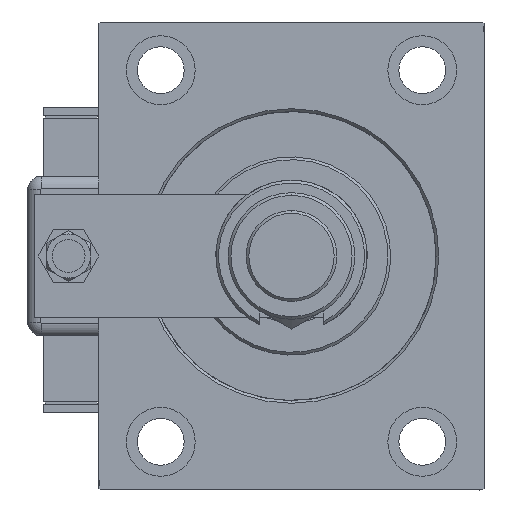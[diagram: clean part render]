
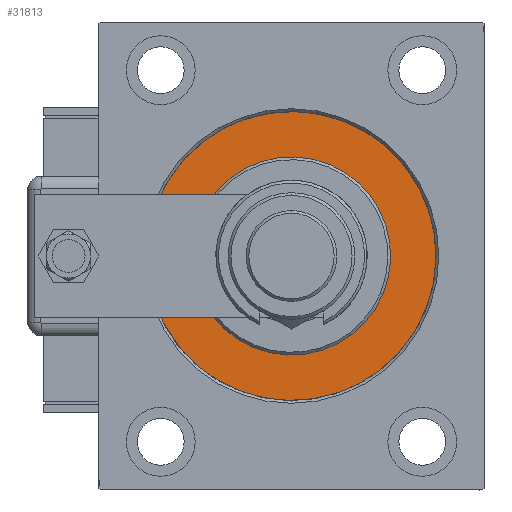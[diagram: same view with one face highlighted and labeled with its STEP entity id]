
A CAD part, left-side view. The second image highlights one B-rep face of the part: STEP entity #31813.
In plain terms, the highlighted face is planar.
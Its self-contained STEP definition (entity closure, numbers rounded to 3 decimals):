
#1284 = DIRECTION ( 'NONE',  ( -1., 0., 0. ) ) ;
#3400 = CARTESIAN_POINT ( 'NONE',  ( 0., 0., 0. ) ) ;
#4690 = DIRECTION ( 'NONE',  ( -1., 0., 0. ) ) ;
#8910 = CIRCLE ( 'NONE', #57545, 52.5 ) ;
#11102 = DIRECTION ( 'NONE',  ( 0., 0., 1. ) ) ;
#14636 = EDGE_LOOP ( 'NONE', ( #52870, #24927 ) ) ;
#15800 = DIRECTION ( 'NONE',  ( 0., 0., -1. ) ) ;
#17250 = CIRCLE ( 'NONE', #29432, 36. ) ;
#19286 = DIRECTION ( 'NONE',  ( 0., 0., 1. ) ) ;
#21185 = DIRECTION ( 'NONE',  ( 1., 0., 0. ) ) ;
#22113 = DIRECTION ( 'NONE',  ( 1., 0., 0. ) ) ;
#24927 = ORIENTED_EDGE ( 'NONE', *, *, #56700, .F. ) ;
#29204 = CIRCLE ( 'NONE', #44427, 52.5 ) ;
#29432 = AXIS2_PLACEMENT_3D ( 'NONE', #3400, #22113, #51308 ) ;
#29517 = FACE_OUTER_BOUND ( 'NONE', #14636, .T. ) ;
#29752 = CARTESIAN_POINT ( 'NONE',  ( 0., 0., 0. ) ) ;
#29821 = PLANE ( 'NONE',  #55553 ) ;
#30847 = CARTESIAN_POINT ( 'NONE',  ( 0., 0., 36. ) ) ;
#31813 = ADVANCED_FACE ( 'NONE', ( #35192, #29517 ), #29821, .F. ) ;
#33090 = VERTEX_POINT ( 'NONE', #61131 ) ;
#35116 = EDGE_CURVE ( 'NONE', #37414, #53287, #29204, .T. ) ;
#35192 = FACE_BOUND ( 'NONE', #56773, .T. ) ;
#37359 = DIRECTION ( 'NONE',  ( 0., 0., 1. ) ) ;
#37414 = VERTEX_POINT ( 'NONE', #37613 ) ;
#37613 = CARTESIAN_POINT ( 'NONE',  ( 0., 0., -52.5 ) ) ;
#39870 = EDGE_CURVE ( 'NONE', #33090, #48506, #17250, .T. ) ;
#40255 = CIRCLE ( 'NONE', #41253, 36. ) ;
#41253 = AXIS2_PLACEMENT_3D ( 'NONE', #29752, #21185, #15800 ) ;
#43065 = CARTESIAN_POINT ( 'NONE',  ( 0., 0., 0. ) ) ;
#44427 = AXIS2_PLACEMENT_3D ( 'NONE', #43065, #47835, #37359 ) ;
#47835 = DIRECTION ( 'NONE',  ( -1., 0., 0. ) ) ;
#48506 = VERTEX_POINT ( 'NONE', #30847 ) ;
#48981 = ORIENTED_EDGE ( 'NONE', *, *, #39870, .F. ) ;
#51308 = DIRECTION ( 'NONE',  ( 0., 0., -1. ) ) ;
#52091 = ORIENTED_EDGE ( 'NONE', *, *, #54604, .F. ) ;
#52870 = ORIENTED_EDGE ( 'NONE', *, *, #35116, .F. ) ;
#53287 = VERTEX_POINT ( 'NONE', #61130 ) ;
#54604 = EDGE_CURVE ( 'NONE', #48506, #33090, #40255, .T. ) ;
#55553 = AXIS2_PLACEMENT_3D ( 'NONE', #58394, #1284, #11102 ) ;
#56700 = EDGE_CURVE ( 'NONE', #53287, #37414, #8910, .T. ) ;
#56773 = EDGE_LOOP ( 'NONE', ( #52091, #48981 ) ) ;
#57545 = AXIS2_PLACEMENT_3D ( 'NONE', #58907, #4690, #19286 ) ;
#58394 = CARTESIAN_POINT ( 'NONE',  ( 0., 0., 0. ) ) ;
#58907 = CARTESIAN_POINT ( 'NONE',  ( 0., 0., 0. ) ) ;
#61130 = CARTESIAN_POINT ( 'NONE',  ( 0., 0., 52.5 ) ) ;
#61131 = CARTESIAN_POINT ( 'NONE',  ( 0., 0., -36. ) ) ;
